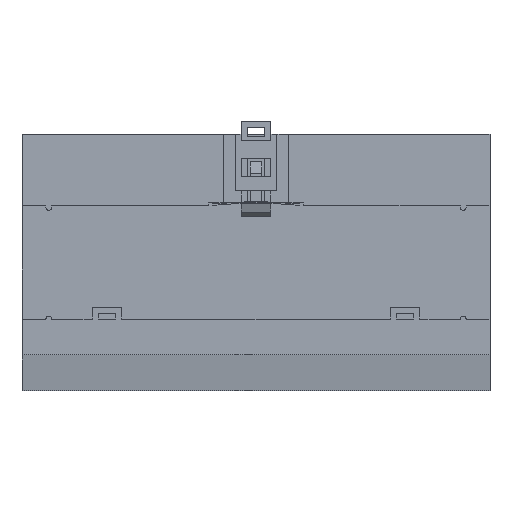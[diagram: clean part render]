
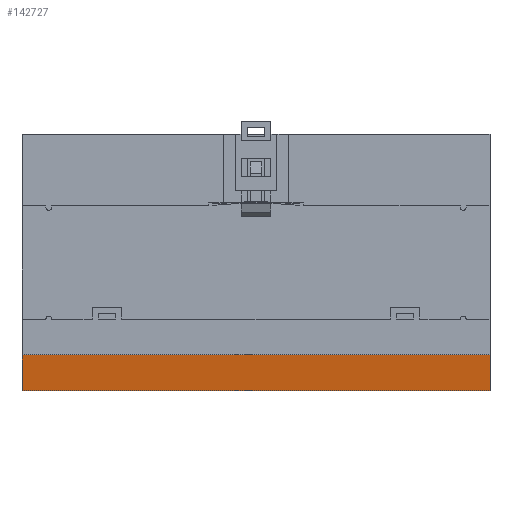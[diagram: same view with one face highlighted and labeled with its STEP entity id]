
A CAD part, front view. The second image highlights one B-rep face of the part: STEP entity #142727.
In plain terms, the highlighted planar face has unit normal (0, -0.989, -0.147).
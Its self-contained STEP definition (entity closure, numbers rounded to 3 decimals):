
#2979 = DIRECTION ( 'NONE',  ( -1., 0., 0. ) ) ;
#4384 = VECTOR ( 'NONE', #60983, 1000. ) ;
#7204 = VERTEX_POINT ( 'NONE', #71150 ) ;
#11351 = DIRECTION ( 'NONE',  ( 0., 0.148, -0.989 ) ) ;
#25878 = FACE_OUTER_BOUND ( 'NONE', #93960, .T. ) ;
#25930 = EDGE_CURVE ( 'NONE', #152080, #63522, #105499, .T. ) ;
#35958 = DIRECTION ( 'NONE',  ( 0., -0.148, 0.989 ) ) ;
#41838 = LINE ( 'NONE', #142066, #105261 ) ;
#44039 = EDGE_CURVE ( 'NONE', #7204, #79454, #137146, .T. ) ;
#60390 = AXIS2_PLACEMENT_3D ( 'NONE', #98019, #111892, #35958 ) ;
#60983 = DIRECTION ( 'NONE',  ( 0., 0.148, -0.989 ) ) ;
#61511 = CARTESIAN_POINT ( 'NONE',  ( 78.5, 1.79, -86. ) ) ;
#63522 = VERTEX_POINT ( 'NONE', #103089 ) ;
#68295 = VECTOR ( 'NONE', #69839, 1000. ) ;
#69757 = VECTOR ( 'NONE', #11351, 1000. ) ;
#69839 = DIRECTION ( 'NONE',  ( -1., 0., 0. ) ) ;
#71150 = CARTESIAN_POINT ( 'NONE',  ( -78.5, 0., -74. ) ) ;
#72329 = LINE ( 'NONE', #95802, #68295 ) ;
#79454 = VERTEX_POINT ( 'NONE', #86144 ) ;
#86144 = CARTESIAN_POINT ( 'NONE',  ( -78.5, 1.79, -86. ) ) ;
#93960 = EDGE_LOOP ( 'NONE', ( #148044, #138659, #117456, #162834 ) ) ;
#95802 = CARTESIAN_POINT ( 'NONE',  ( 78.5, 0., -74. ) ) ;
#98019 = CARTESIAN_POINT ( 'NONE',  ( 78.5, 1.79, -86. ) ) ;
#103089 = CARTESIAN_POINT ( 'NONE',  ( 78.5, 1.79, -86. ) ) ;
#105261 = VECTOR ( 'NONE', #2979, 1000. ) ;
#105499 = LINE ( 'NONE', #61511, #4384 ) ;
#111351 = PLANE ( 'NONE',  #60390 ) ;
#111892 = DIRECTION ( 'NONE',  ( 0., 0.989, 0.148 ) ) ;
#117456 = ORIENTED_EDGE ( 'NONE', *, *, #25930, .F. ) ;
#127451 = CARTESIAN_POINT ( 'NONE',  ( 78.5, 0., -74. ) ) ;
#136549 = EDGE_CURVE ( 'NONE', #152080, #7204, #72329, .T. ) ;
#137146 = LINE ( 'NONE', #163131, #69757 ) ;
#138659 = ORIENTED_EDGE ( 'NONE', *, *, #143519, .F. ) ;
#142066 = CARTESIAN_POINT ( 'NONE',  ( 78.5, 1.79, -86. ) ) ;
#142727 = ADVANCED_FACE ( 'NONE', ( #25878 ), #111351, .F. ) ;
#143519 = EDGE_CURVE ( 'NONE', #63522, #79454, #41838, .T. ) ;
#148044 = ORIENTED_EDGE ( 'NONE', *, *, #44039, .T. ) ;
#152080 = VERTEX_POINT ( 'NONE', #127451 ) ;
#162834 = ORIENTED_EDGE ( 'NONE', *, *, #136549, .T. ) ;
#163131 = CARTESIAN_POINT ( 'NONE',  ( -78.5, 1.79, -86. ) ) ;
